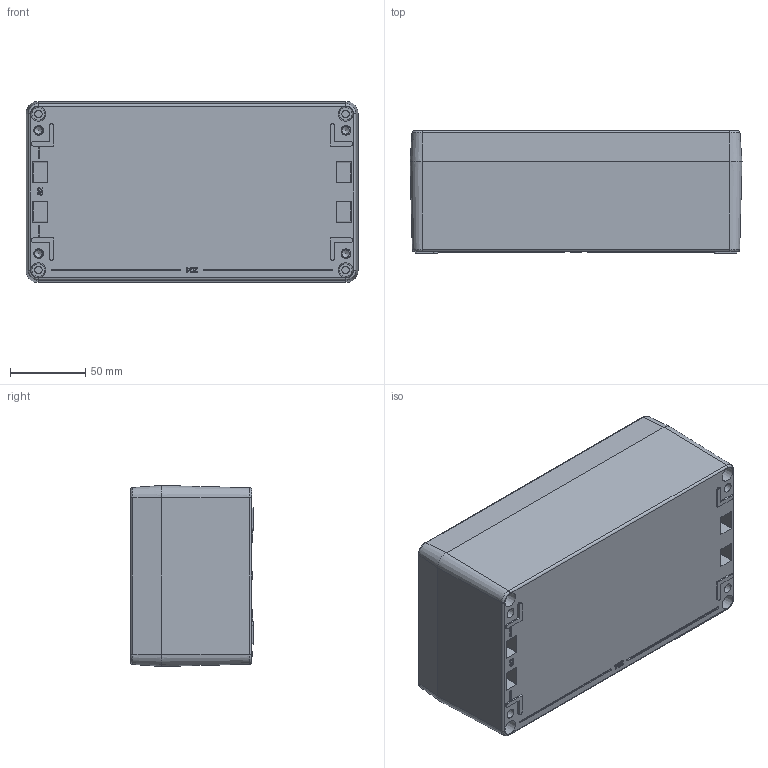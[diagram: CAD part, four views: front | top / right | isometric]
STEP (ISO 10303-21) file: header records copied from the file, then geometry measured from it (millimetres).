
FILE_DESCRIPTION (( 'STEP AP203' ), '1' );
FILE_NAME ('1590Z150BK.step', '2020-11-14T20:07:28', ( 'ADC123' ), ( 'Microsoft' ), 'SwSTEP 2.0', 'SolidWorks 2019', '' );
FILE_SCHEMA (( 'CONFIG_CONTROL_DESIGN' ));
Length unit declared in the file: inch
Products named in the file (1): 1590Z150BK
Bounding box: 221 x 81.5 x 120.5 mm (x, y, z)
Volume: 522760.5 mm3; surface area: 280843.7 mm2
Topology: 8 solids, 8 shells, 762 faces, 1914 edges, 1238 vertices
Faces by surface type: plane 404, cone 178, bspline 92, cylinder 80, torus 8
Full cylindrical faces by diameter (mm): 4.917 x10, 5 x4, 5.28 x4, 5.6 x4, 5.88 x4, 6.5 x4, 6.528 x6, 7 x4
Entity records: 23519 total; most frequent: CARTESIAN_POINT 5917, ORIENTED_EDGE 3636, DIRECTION 3432, EDGE_CURVE 1818, VERTEX_POINT 1220, AXIS2_PLACEMENT_3D 1191, LINE 1050, VECTOR 1050
